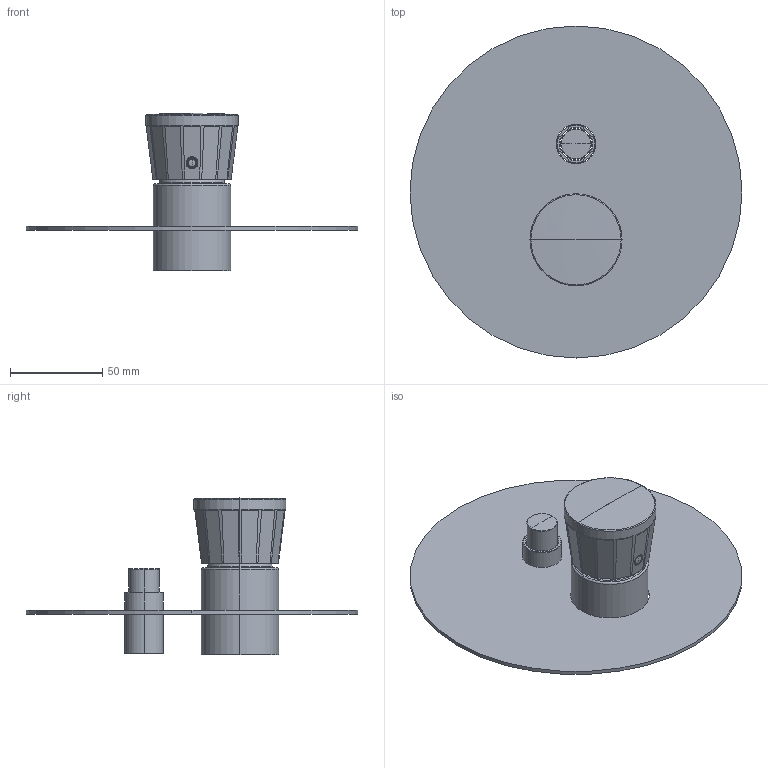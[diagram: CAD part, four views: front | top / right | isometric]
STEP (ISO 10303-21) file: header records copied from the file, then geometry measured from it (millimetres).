
FILE_DESCRIPTION((''),'2;1');
FILE_NAME('OIELED621RO_ASM','2025-10-16T14:45:05',('Administrator'),(''),'CREO PARAMETRIC BY PTC INC, 2024493','CREO PARAMETRIC BY PTC INC, 2024493','');
FILE_SCHEMA(('CONFIG_CONTROL_DESIGN','SHAPE_APPEARANCE_LAYERS_GROUPS'));
Length unit declared in the file: millimetre
Products named in the file (7): OIBR00949; OILT00033; OIBR00948; OIAQ00013; OIBR00500; OIBR00501; OIELED621RO_ASM
Assembly tree (6 placements, depth 2):
  OIELED621RO_ASM
    OIBR00949
    OILT00033
    OIBR00948
    OIAQ00013
    OIBR00500
    OIBR00501
Bounding box: 180 x 180 x 85.22 mm (x, y, z)
Volume: 86031.9 mm3; surface area: 84859.4 mm2
Topology: 6 solids, 9 shells, 190 faces, 462 edges, 285 vertices
Faces by surface type: plane 66, cylinder 64, cone 28, torus 18, bspline 8, sphere 6
Entity records: 8318 total; most frequent: CARTESIAN_POINT 1715, DIRECTION 986, ORIENTED_EDGE 892, PRESENTATION_STYLE_ASSIGNMENT 543, STYLED_ITEM 543, CURVE_STYLE 452, EDGE_CURVE 452, AXIS2_PLACEMENT_3D 412
